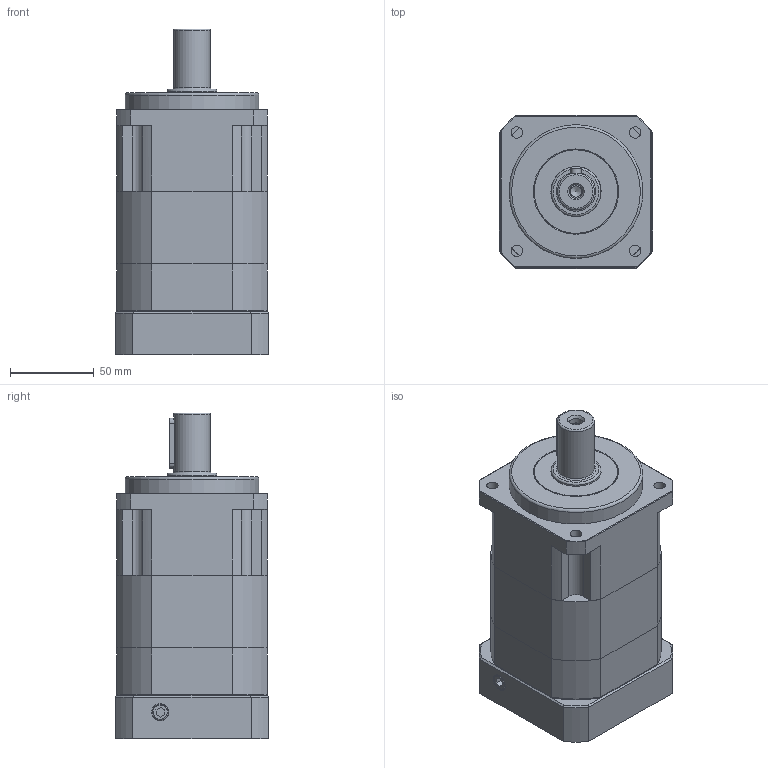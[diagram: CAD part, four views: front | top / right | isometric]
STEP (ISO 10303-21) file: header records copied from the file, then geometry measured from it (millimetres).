
FILE_DESCRIPTION((''),'2;1');
FILE_NAME('PGX90-H-2(new).stp','2013-04-05T14:22:07',('young'),(''),'Autodesk Inventor 2012','Autodesk Inventor 2012','');
FILE_SCHEMA(('AUTOMOTIVE_DESIGN { 1 0 10303 214 1 1 1 1 }'));
Length unit declared in the file: millimetre
Products named in the file (1): PGX90-H-2(new)
Bounding box: 92 x 92 x 195 mm (x, y, z)
Volume: 809208.4 mm3; surface area: 166758.2 mm2
Topology: 17 solids, 17 shells, 479 faces, 1116 edges, 711 vertices
Faces by surface type: plane 272, cylinder 118, cone 68, torus 12, bspline 9
Full cylindrical faces by diameter (mm): 4.2 x4, 4.5 x4, 5 x8, 5.1 x1, 6 x5, 6.5 x1, 6.8 x9, 8 x5, 8.433 x2, 9.5 x2, 10 x5, 11 x4, 19 x1, 22 x1, 25 x1, 29.8 x2, 30 x2, 45 x2, 50 x2, 68 x1, 69.02 x2, 70 x1, 78 x2, 80 x1
Entity records: 13762 total; most frequent: CARTESIAN_POINT 3221, DIRECTION 2184, ORIENTED_EDGE 1932, EDGE_CURVE 966, AXIS2_PLACEMENT_3D 819, VERTEX_POINT 683, EDGE_LOOP 681, VECTOR 546
